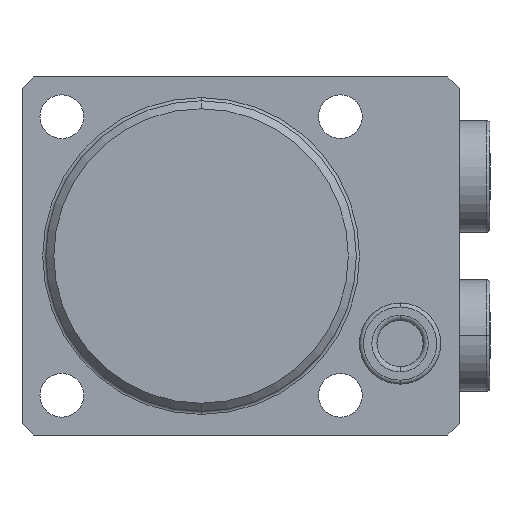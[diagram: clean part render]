
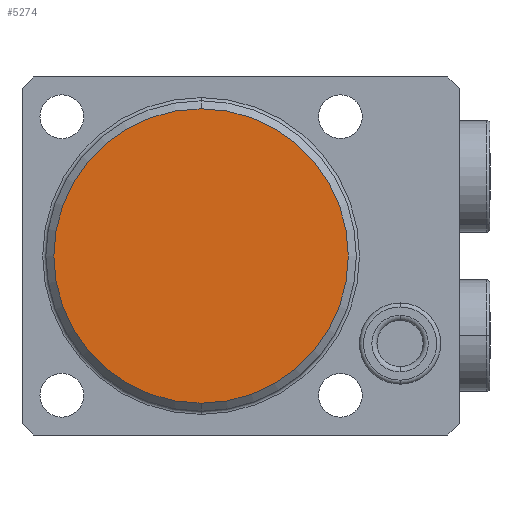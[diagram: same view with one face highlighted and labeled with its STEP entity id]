
A CAD part, front view. The second image highlights one B-rep face of the part: STEP entity #5274.
In plain terms, the highlighted planar face has unit normal (0, -1, 0).
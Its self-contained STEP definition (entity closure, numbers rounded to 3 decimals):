
#820 = VERTEX_POINT ( 'NONE', #6994 ) ;
#835 = VERTEX_POINT ( 'NONE', #6975 ) ;
#1332 = EDGE_CURVE ( 'NONE', #835, #820, #1865, .T. ) ;
#1486 = EDGE_CURVE ( 'NONE', #820, #835, #1663, .T. ) ;
#1583 = FACE_OUTER_BOUND ( 'NONE', #2323, .T. ) ;
#1663 = CIRCLE ( 'NONE', #7218, 18.5 ) ;
#1865 = CIRCLE ( 'NONE', #7312, 18.5 ) ;
#2323 = EDGE_LOOP ( 'NONE', ( #5003, #5004 ) ) ;
#2510 = DIRECTION ( 'NONE',  ( 0., 0., 1. ) ) ;
#2511 = DIRECTION ( 'NONE',  ( 0., 1., 0. ) ) ;
#2516 = PLANE ( 'NONE',  #7143 ) ;
#2527 = CARTESIAN_POINT ( 'NONE',  ( 0., -37.5, 0. ) ) ;
#2703 = DIRECTION ( 'NONE',  ( 0., 0., 1. ) ) ;
#2706 = DIRECTION ( 'NONE',  ( 0., -1., 0. ) ) ;
#2708 = CARTESIAN_POINT ( 'NONE',  ( 0., -37.5, 0. ) ) ;
#3129 = DIRECTION ( 'NONE',  ( 0., 0., 1. ) ) ;
#3134 = DIRECTION ( 'NONE',  ( 0., -1., 0. ) ) ;
#3135 = CARTESIAN_POINT ( 'NONE',  ( 0., -37.5, 0. ) ) ;
#5003 = ORIENTED_EDGE ( 'NONE', *, *, #1486, .T. ) ;
#5004 = ORIENTED_EDGE ( 'NONE', *, *, #1332, .T. ) ;
#5274 = ADVANCED_FACE ( 'NONE', ( #1583 ), #2516, .F. ) ;
#6975 = CARTESIAN_POINT ( 'NONE',  ( 0., -37.5, -18.5 ) ) ;
#6994 = CARTESIAN_POINT ( 'NONE',  ( 0., -37.5, 18.5 ) ) ;
#7143 = AXIS2_PLACEMENT_3D ( 'NONE', #2527, #2511, #2510 ) ;
#7218 = AXIS2_PLACEMENT_3D ( 'NONE', #2708, #2706, #2703 ) ;
#7312 = AXIS2_PLACEMENT_3D ( 'NONE', #3135, #3134, #3129 ) ;
